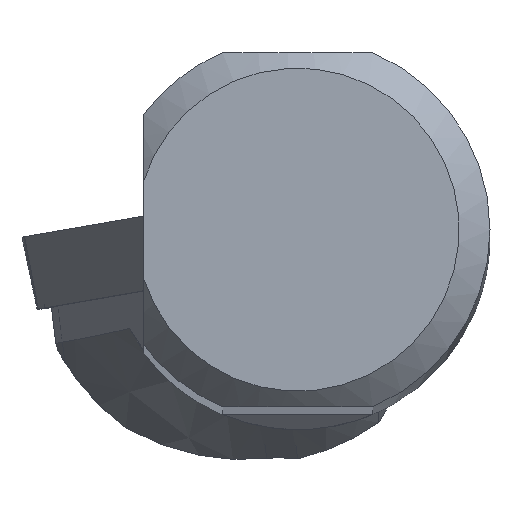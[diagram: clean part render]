
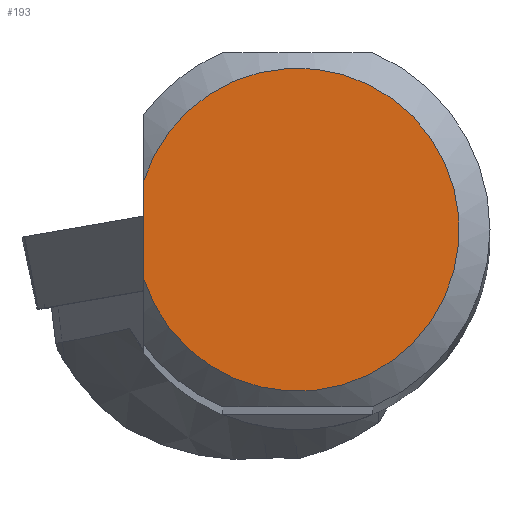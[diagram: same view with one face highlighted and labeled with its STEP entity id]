
A CAD part, top view. The second image highlights one B-rep face of the part: STEP entity #193.
In plain terms, the highlighted planar face has unit normal (0, 0, 1).
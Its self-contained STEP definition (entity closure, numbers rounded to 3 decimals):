
#152=FACE_OUTER_BOUND('',#378,.T.);
#193=ADVANCED_FACE('CU_SU_BP3',(#152),#224,.T.);
#224=PLANE('',#966);
#264=LINE('',#1517,#308);
#308=VECTOR('',#1143,1.);
#378=EDGE_LOOP('',(#531,#532));
#531=ORIENTED_EDGE('',*,*,#759,.F.);
#532=ORIENTED_EDGE('',*,*,#777,.T.);
#671=VERTEX_POINT('',#1516);
#672=VERTEX_POINT('',#1518);
#759=EDGE_CURVE('',#671,#672,#264,.T.);
#777=EDGE_CURVE('',#671,#672,#819,.T.);
#819=CIRCLE('',#965,10.491);
#965=AXIS2_PLACEMENT_3D('',#1598,#1170,#1171);
#966=AXIS2_PLACEMENT_3D('',#1599,#1172,#1173);
#1143=DIRECTION('',(0.,1.,0.));
#1170=DIRECTION('',(0.,0.,1.));
#1171=DIRECTION('',(1.,0.,0.));
#1172=DIRECTION('',(0.,0.,1.));
#1173=DIRECTION('',(1.,0.,0.));
#1516=CARTESIAN_POINT('',(-10.009,-3.145,0.));
#1517=CARTESIAN_POINT('',(-10.009,0.,0.));
#1518=CARTESIAN_POINT('',(-10.009,3.145,0.));
#1598=CARTESIAN_POINT('',(0.,0.,0.));
#1599=CARTESIAN_POINT('',(0.,0.,
0.));
